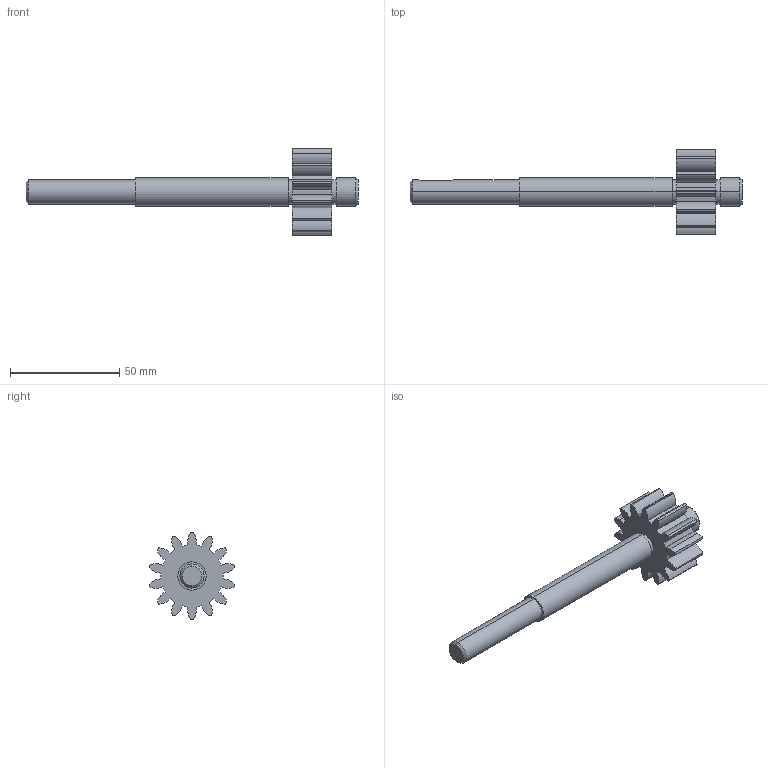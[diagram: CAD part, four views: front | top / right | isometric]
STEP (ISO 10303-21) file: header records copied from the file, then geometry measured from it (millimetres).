
FILE_DESCRIPTION (( 'STEP AP203' ), '1' );
FILE_NAME ('主动齿轮轴.STEP', '2023-04-17T01:33:02', ( '' ), ( '' ), 'SwSTEP 2.0', 'SolidWorks 2022', '' );
FILE_SCHEMA (( 'CONFIG_CONTROL_DESIGN' ));
Length unit declared in the file: millimetre
Products named in the file (1): 翋雄喘謫粣
Bounding box: 152 x 39.22 x 40 mm (x, y, z)
Volume: 31962.6 mm3; surface area: 11198 mm2
Topology: 1 solids, 2 shells, 89 faces, 233 edges, 154 vertices
Faces by surface type: cylinder 73, plane 12, cone 4
Entity records: 2952 total; most frequent: DIRECTION 559, CARTESIAN_POINT 535, ORIENTED_EDGE 466, AXIS2_PLACEMENT_3D 238, EDGE_CURVE 233, VERTEX_POINT 154, CIRCLE 148, EDGE_LOOP 95
